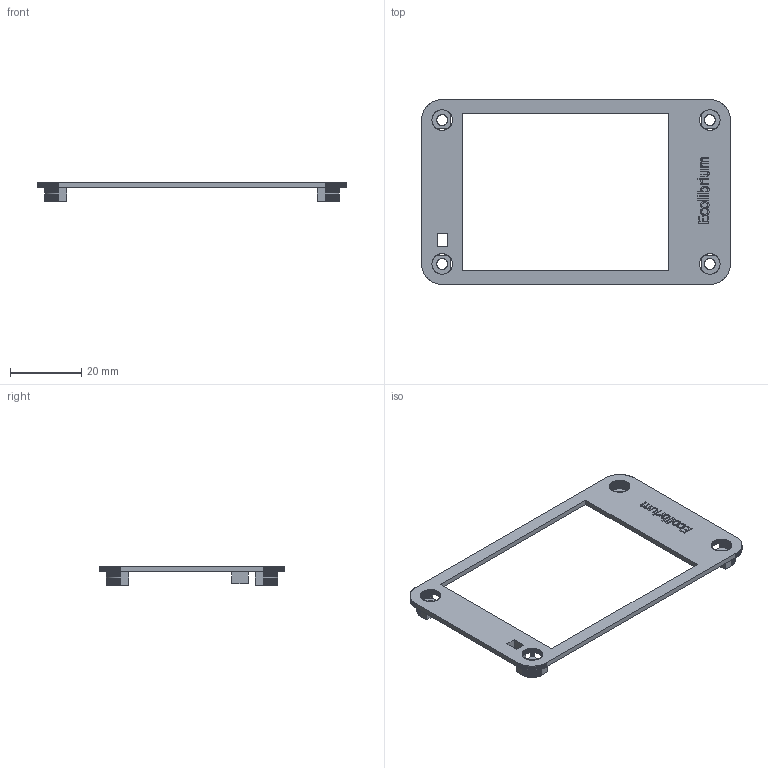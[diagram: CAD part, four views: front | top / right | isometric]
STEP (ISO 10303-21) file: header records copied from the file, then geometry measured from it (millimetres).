
FILE_DESCRIPTION(/* description */ (''),/* implementation_level */ '2;1');
FILE_NAME(/* name */ 'Copy Cat of Case Top 1 LC.stp',/* time_stamp */ '2025-07-17T15:24:21-04:00',/* author */ ('ecolibrium05'),/* organization */ (''),/* preprocessor_version */ 'ST-DEVELOPER v20',/* originating_system */ 'Autodesk Inventor 2025',/* authorisation */ '');
FILE_SCHEMA (('AUTOMOTIVE_DESIGN { 1 0 10303 214 3 1 1 }'));
Length unit declared in the file: millimetre
Products named in the file (1): Copy Cat of Case Top 1
Bounding box: 86.7 x 51.94 x 5.28 mm (x, y, z)
Volume: 2938.5 mm3; surface area: 5165.6 mm2
Topology: 1 solids, 1 shells, 1647 faces, 4850 edges, 3212 vertices
Faces by surface type: plane 1597, bspline 50
Entity records: 55627 total; most frequent: CARTESIAN_POINT 10360, ORIENTED_EDGE 9700, DIRECTION 7946, EDGE_CURVE 4850, LINE 4750, VECTOR 4750, VERTEX_POINT 3212, EDGE_LOOP 1682
